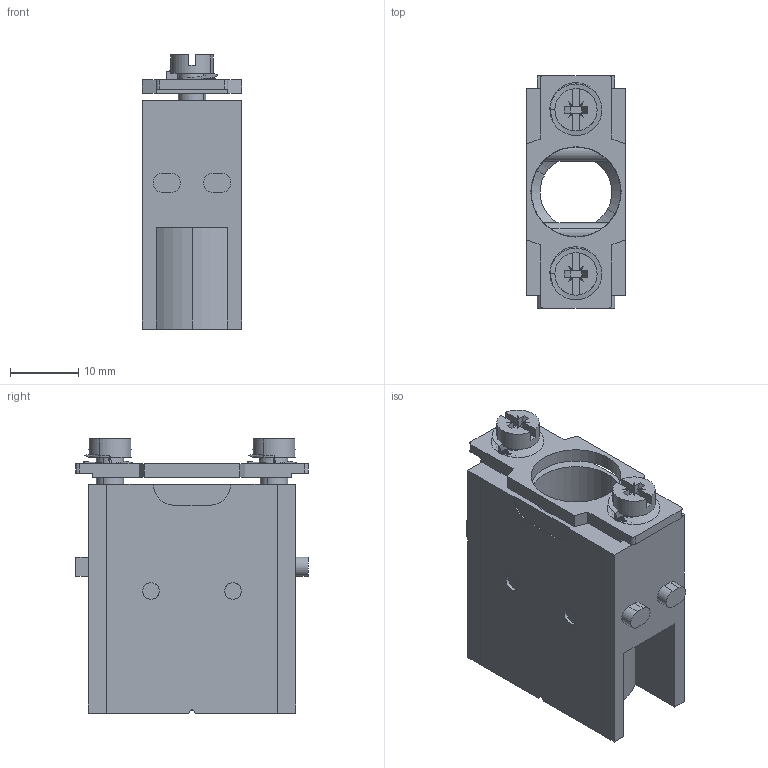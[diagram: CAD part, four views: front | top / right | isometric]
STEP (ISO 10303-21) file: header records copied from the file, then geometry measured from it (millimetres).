
FILE_DESCRIPTION(('CATIA V5 STEP Exchange','CAx-IF Rec.Pracs.--- Model Styling and Organization---1.4--- 2014-01-23'),'2;1');
FILE_NAME ('013229-7_0', '2022-03-14T09:08:51+00:00', ('none'), ('Weidmueller'), 'CATIA Version 5-6 Release 2016 SP3 HF44', 'CATIA V5 STEP AP214', 'none');
FILE_SCHEMA(('AUTOMOTIVE_DESIGN { 1 0 10303 214 1 1 1 1 }'));
Length unit declared in the file: millimetre
Products named in the file (1): 1429090000
Bounding box: 14.5 x 34 x 40.1 mm (x, y, z)
Volume: 8620.2 mm3; surface area: 8061.2 mm2
Topology: 8 solids, 8 shells, 220 faces, 570 edges, 371 vertices
Faces by surface type: plane 132, cylinder 54, cone 26, bspline 8
Entity records: 6888 total; most frequent: CARTESIAN_POINT 1840, ORIENTED_EDGE 1140, DIRECTION 813, EDGE_CURVE 570, VECTOR 385, LINE 385, VERTEX_POINT 372, AXIS2_PLACEMENT_3D 283
